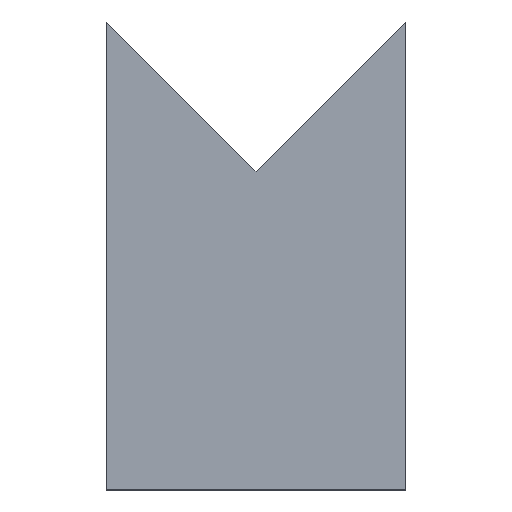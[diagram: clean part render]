
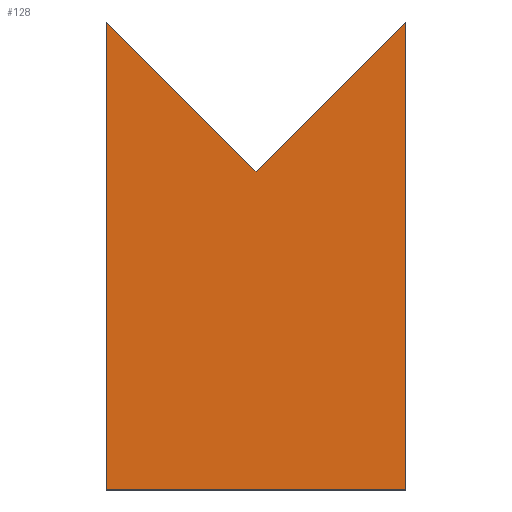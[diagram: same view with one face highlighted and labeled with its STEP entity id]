
A CAD part, top view. The second image highlights one B-rep face of the part: STEP entity #128.
In plain terms, the highlighted planar face has unit normal (0, 0, 1).
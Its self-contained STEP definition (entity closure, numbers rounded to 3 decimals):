
#22=FACE_OUTER_BOUND('',#29,.T.);
#29=EDGE_LOOP('',(#110,#111,#112,#113,#114));
#35=LINE('',#202,#50);
#38=LINE('',#207,#53);
#40=LINE('',#211,#55);
#42=LINE('',#215,#57);
#44=LINE('',#218,#59);
#50=VECTOR('',#167,10.);
#53=VECTOR('',#172,10.);
#55=VECTOR('',#176,10.);
#57=VECTOR('',#180,10.);
#59=VECTOR('',#184,10.);
#65=VERTEX_POINT('',#200);
#66=VERTEX_POINT('',#201);
#67=VERTEX_POINT('',#206);
#68=VERTEX_POINT('',#210);
#69=VERTEX_POINT('',#214);
#75=EDGE_CURVE('',#65,#66,#35,.T.);
#78=EDGE_CURVE('',#66,#67,#38,.T.);
#80=EDGE_CURVE('',#67,#68,#40,.T.);
#82=EDGE_CURVE('',#68,#69,#42,.T.);
#84=EDGE_CURVE('',#69,#65,#44,.T.);
#110=ORIENTED_EDGE('',*,*,#75,.F.);
#111=ORIENTED_EDGE('',*,*,#84,.F.);
#112=ORIENTED_EDGE('',*,*,#82,.F.);
#113=ORIENTED_EDGE('',*,*,#80,.F.);
#114=ORIENTED_EDGE('',*,*,#78,.F.);
#121=PLANE('',#155);
#128=ADVANCED_FACE('',(#22),#121,.T.);
#155=AXIS2_PLACEMENT_3D('',#219,#185,#186);
#167=DIRECTION('',(0.,1.,0.));
#172=DIRECTION('',(0.707,-0.707,0.));
#176=DIRECTION('',(0.707,0.707,0.));
#180=DIRECTION('',(0.,-1.,0.));
#184=DIRECTION('',(-1.,0.,0.));
#185=DIRECTION('center_axis',(0.,0.,1.));
#186=DIRECTION('ref_axis',(1.,0.,0.));
#200=CARTESIAN_POINT('',(-4.,0.,1.5));
#201=CARTESIAN_POINT('',(-4.,12.5,1.5));
#202=CARTESIAN_POINT('',(-4.,0.,1.5));
#206=CARTESIAN_POINT('',(0.,8.5,1.5));
#207=CARTESIAN_POINT('',(-4.,12.5,1.5));
#210=CARTESIAN_POINT('',(4.,12.5,1.5));
#211=CARTESIAN_POINT('',(0.,8.5,1.5));
#214=CARTESIAN_POINT('',(4.,0.,1.5));
#215=CARTESIAN_POINT('',(4.,12.5,1.5));
#218=CARTESIAN_POINT('',(4.,0.,1.5));
#219=CARTESIAN_POINT('Origin',(0.,6.207,1.5));
